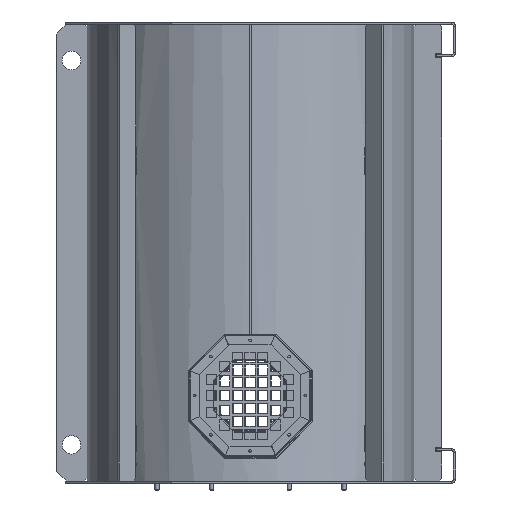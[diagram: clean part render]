
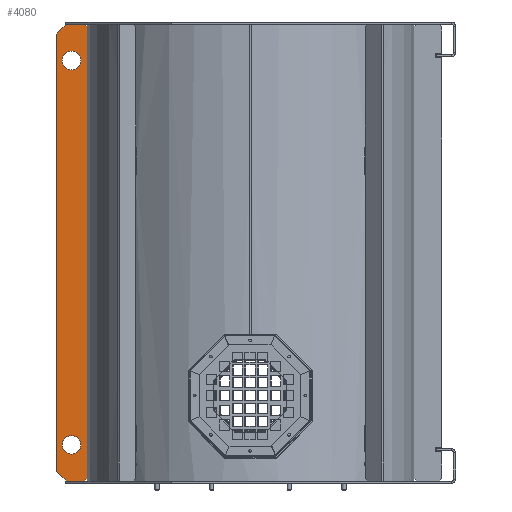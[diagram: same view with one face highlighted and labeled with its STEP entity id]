
A CAD part, left-side view. The second image highlights one B-rep face of the part: STEP entity #4080.
In plain terms, the highlighted planar face has unit normal (-1, 0, 0).
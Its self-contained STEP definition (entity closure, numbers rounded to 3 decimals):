
#4080=ADVANCED_FACE('',(#32226,#32228,#32230),#32232,.F.);
#32226=FACE_BOUND('',#32227,.T.);
#32227=EDGE_LOOP('',(#58622,#58623,#58624,#58625,#58626,#58627,#58628,#58629,#58630,
#58631,#58632,#58633,#58634,#58635,#58636,#58637));
#32228=FACE_BOUND('',#32229,.T.);
#32229=EDGE_LOOP('',(#58638));
#32230=FACE_BOUND('',#32231,.T.);
#32231=EDGE_LOOP('',(#58639));
#32232=PLANE('',#32233);
#32233=AXIS2_PLACEMENT_3D('',#32234,#32235,#32236);
#32234=CARTESIAN_POINT('',(-2.,339.,-446.));
#32235=DIRECTION('',(1.,0.,0.));
#32236=DIRECTION('',(0.,0.,-1.));
#58622=ORIENTED_EDGE('',*,*,#73816,.F.);
#58623=ORIENTED_EDGE('',*,*,#73817,.F.);
#58624=ORIENTED_EDGE('',*,*,#73818,.F.);
#58625=ORIENTED_EDGE('',*,*,#73819,.F.);
#58626=ORIENTED_EDGE('',*,*,#73820,.F.);
#58627=ORIENTED_EDGE('',*,*,#73821,.F.);
#58628=ORIENTED_EDGE('',*,*,#73822,.F.);
#58629=ORIENTED_EDGE('',*,*,#73823,.F.);
#58630=ORIENTED_EDGE('',*,*,#73824,.F.);
#58631=ORIENTED_EDGE('',*,*,#73825,.F.);
#58632=ORIENTED_EDGE('',*,*,#73826,.F.);
#58633=ORIENTED_EDGE('',*,*,#73827,.F.);
#58634=ORIENTED_EDGE('',*,*,#73828,.F.);
#58635=ORIENTED_EDGE('',*,*,#73829,.F.);
#58636=ORIENTED_EDGE('',*,*,#73830,.F.);
#58637=ORIENTED_EDGE('',*,*,#73831,.F.);
#58638=ORIENTED_EDGE('',*,*,#73832,.T.);
#58639=ORIENTED_EDGE('',*,*,#73833,.T.);
#73816=EDGE_CURVE('',#82595,#82596,#82597,.F.);
#73817=EDGE_CURVE('',#82598,#82595,#82599,.T.);
#73818=EDGE_CURVE('',#82600,#82598,#82601,.T.);
#73819=EDGE_CURVE('',#82602,#82600,#82603,.T.);
#73820=EDGE_CURVE('',#82604,#82602,#82605,.T.);
#73821=EDGE_CURVE('',#82606,#82604,#82607,.T.);
#73822=EDGE_CURVE('',#82608,#82606,#82609,.T.);
#73823=EDGE_CURVE('',#82610,#82608,#82611,.T.);
#73824=EDGE_CURVE('',#82612,#82610,#82613,.T.);
#73825=EDGE_CURVE('',#82614,#82612,#82615,.T.);
#73826=EDGE_CURVE('',#82616,#82614,#82617,.T.);
#73827=EDGE_CURVE('',#82618,#82616,#82619,.T.);
#73828=EDGE_CURVE('',#82620,#82618,#82621,.T.);
#73829=EDGE_CURVE('',#82622,#82620,#82623,.T.);
#73830=EDGE_CURVE('',#82624,#82622,#82625,.F.);
#73831=EDGE_CURVE('',#82596,#82624,#82626,.T.);
#73832=EDGE_CURVE('',#82627,#82627,#82628,.T.);
#73833=EDGE_CURVE('',#82629,#82629,#82630,.T.);
#82595=VERTEX_POINT('',#98333);
#82596=VERTEX_POINT('',#98334);
#82597=LINE('',#98335,#98336);
#82598=VERTEX_POINT('',#98338);
#82599=LINE('',#98339,#98340);
#82600=VERTEX_POINT('',#98342);
#82601=LINE('',#98343,#98344);
#82602=VERTEX_POINT('',#98346);
#82603=LINE('',#98347,#98348);
#82604=VERTEX_POINT('',#98350);
#82605=LINE('',#98351,#98352);
#82606=VERTEX_POINT('',#98354);
#82607=LINE('',#98355,#98356);
#82608=VERTEX_POINT('',#98358);
#82609=LINE('',#98359,#98360);
#82610=VERTEX_POINT('',#98362);
#82611=LINE('',#98363,#98364);
#82612=VERTEX_POINT('',#98366);
#82613=LINE('',#98367,#98368);
#82614=VERTEX_POINT('',#98370);
#82615=LINE('',#98371,#98372);
#82616=VERTEX_POINT('',#98374);
#82617=LINE('',#98375,#98376);
#82618=VERTEX_POINT('',#98378);
#82619=LINE('',#98379,#98380);
#82620=VERTEX_POINT('',#98382);
#82621=LINE('',#98383,#98384);
#82622=VERTEX_POINT('',#98386);
#82623=LINE('',#98387,#98388);
#82624=VERTEX_POINT('',#98390);
#82625=LINE('',#98391,#98392);
#82626=LINE('',#98394,#98395);
#82627=VERTEX_POINT('',#98397);
#82628=CIRCLE('',#98398,18.);
#82629=VERTEX_POINT('',#98402);
#82630=CIRCLE('',#98403,18.);
#98333=CARTESIAN_POINT('',(-2.,323.5,-0.5));
#98334=CARTESIAN_POINT('',(-2.,318.5,-5.5));
#98335=CARTESIAN_POINT('',(-2.,318.5,-5.5));
#98336=VECTOR('',#98337,1.);
#98337=DIRECTION('',(0.,0.707,0.707));
#98338=CARTESIAN_POINT('',(-2.,329.,-0.5));
#98339=CARTESIAN_POINT('',(-2.,329.,-0.5));
#98340=VECTOR('',#98341,1.);
#98341=DIRECTION('',(0.,-1.,0.));
#98342=CARTESIAN_POINT('',(-2.,329.,2.));
#98343=CARTESIAN_POINT('',(-2.,329.,2.));
#98344=VECTOR('',#98345,1.);
#98345=DIRECTION('',(0.,0.,-1.));
#98346=CARTESIAN_POINT('',(-2.,349.,2.));
#98347=CARTESIAN_POINT('',(-2.,349.,2.));
#98348=VECTOR('',#98349,1.);
#98349=DIRECTION('',(0.,-1.,0.));
#98350=CARTESIAN_POINT('',(-2.,349.,-0.5));
#98351=CARTESIAN_POINT('',(-2.,349.,-0.5));
#98352=VECTOR('',#98353,1.);
#98353=DIRECTION('',(0.,0.,1.));
#98354=CARTESIAN_POINT('',(-2.,359.5,-0.5));
#98355=CARTESIAN_POINT('',(-2.,359.5,-0.5));
#98356=VECTOR('',#98357,1.);
#98357=DIRECTION('',(0.,-1.,0.));
#98358=CARTESIAN_POINT('',(-2.,378.5,-19.5));
#98359=CARTESIAN_POINT('',(-2.,378.5,-19.5));
#98360=VECTOR('',#98361,1.);
#98361=DIRECTION('',(0.,-0.707,0.707));
#98362=CARTESIAN_POINT('',(-2.,378.5,-872.5));
#98363=CARTESIAN_POINT('',(-2.,378.5,-872.5));
#98364=VECTOR('',#98365,1.);
#98365=DIRECTION('',(0.,0.,1.));
#98366=CARTESIAN_POINT('',(-2.,359.5,-891.5));
#98367=CARTESIAN_POINT('',(-2.,359.5,-891.5));
#98368=VECTOR('',#98369,1.);
#98369=DIRECTION('',(0.,0.707,0.707));
#98370=CARTESIAN_POINT('',(-2.,349.,-891.5));
#98371=CARTESIAN_POINT('',(-2.,349.,-891.5));
#98372=VECTOR('',#98373,1.);
#98373=DIRECTION('',(0.,1.,0.));
#98374=CARTESIAN_POINT('',(-2.,349.,-894.));
#98375=CARTESIAN_POINT('',(-2.,349.,-894.));
#98376=VECTOR('',#98377,1.);
#98377=DIRECTION('',(0.,0.,1.));
#98378=CARTESIAN_POINT('',(-2.,329.,-894.));
#98379=CARTESIAN_POINT('',(-2.,329.,-894.));
#98380=VECTOR('',#98381,1.);
#98381=DIRECTION('',(0.,1.,0.));
#98382=CARTESIAN_POINT('',(-2.,329.,-891.5));
#98383=CARTESIAN_POINT('',(-2.,329.,-891.5));
#98384=VECTOR('',#98385,1.);
#98385=DIRECTION('',(0.,0.,-1.));
#98386=CARTESIAN_POINT('',(-2.,323.5,-891.5));
#98387=CARTESIAN_POINT('',(-2.,323.5,-891.5));
#98388=VECTOR('',#98389,1.);
#98389=DIRECTION('',(0.,1.,0.));
#98390=CARTESIAN_POINT('',(-2.,318.5,-886.5));
#98391=CARTESIAN_POINT('',(-2.,323.5,-891.5));
#98392=VECTOR('',#98393,1.);
#98393=DIRECTION('',(0.,-0.707,0.707));
#98394=CARTESIAN_POINT('',(-2.,318.5,-5.5));
#98395=VECTOR('',#98396,1.);
#98396=DIRECTION('',(0.,0.,-1.));
#98397=CARTESIAN_POINT('',(-2.,349.,-89.));
#98398=AXIS2_PLACEMENT_3D('',#98399,#98400,#98401);
#98399=CARTESIAN_POINT('',(-2.,349.,-71.));
#98400=DIRECTION('',(1.,0.,0.));
#98401=DIRECTION('',(0.,0.,-1.));
#98402=CARTESIAN_POINT('',(-2.,349.,-839.));
#98403=AXIS2_PLACEMENT_3D('',#98404,#98405,#98406);
#98404=CARTESIAN_POINT('',(-2.,349.,-821.));
#98405=DIRECTION('',(1.,0.,0.));
#98406=DIRECTION('',(0.,0.,-1.));
